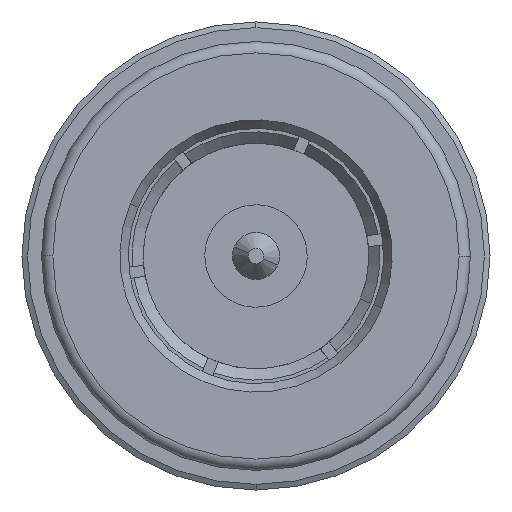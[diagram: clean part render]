
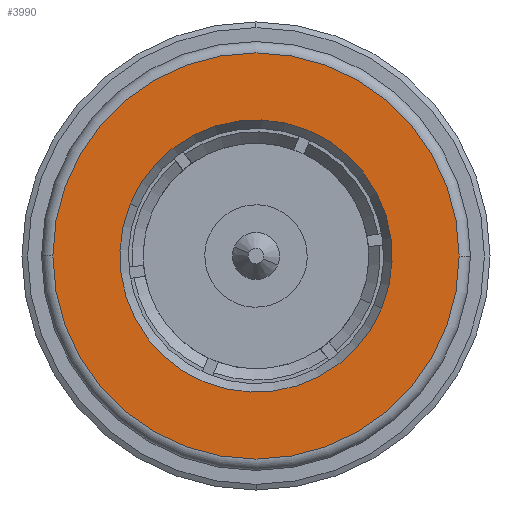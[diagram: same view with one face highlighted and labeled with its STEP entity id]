
A CAD part, left-side view. The second image highlights one B-rep face of the part: STEP entity #3990.
In plain terms, the highlighted planar face has unit normal (-1, 0, 0).
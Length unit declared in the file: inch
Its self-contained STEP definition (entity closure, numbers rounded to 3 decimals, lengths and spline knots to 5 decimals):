
#196 = CARTESIAN_POINT ( 'NONE',  ( 0., -0.1794, 0. ) ) ;
#579 = AXIS2_PLACEMENT_3D ( 'NONE', #1668, #3135, #2395 ) ;
#626 = DIRECTION ( 'NONE',  ( -1., 0., 0. ) ) ;
#652 = DIRECTION ( 'NONE',  ( 0., -1., 0. ) ) ;
#824 = EDGE_CURVE ( 'NONE', #3549, #866, #3068, .T. ) ;
#866 = VERTEX_POINT ( 'NONE', #2446 ) ;
#1152 = CIRCLE ( 'NONE', #4015, 0.1794 ) ;
#1353 = DIRECTION ( 'NONE',  ( -1., 0., 0. ) ) ;
#1437 = VERTEX_POINT ( 'NONE', #196 ) ;
#1456 = EDGE_LOOP ( 'NONE', ( #4851, #3472 ) ) ;
#1576 = CIRCLE ( 'NONE', #579, 0.12028 ) ;
#1634 = DIRECTION ( 'NONE',  ( 0., -1., 0. ) ) ;
#1668 = CARTESIAN_POINT ( 'NONE',  ( 0., 0., 0. ) ) ;
#1669 = DIRECTION ( 'NONE',  ( 0., 0.924, 0.382 ) ) ;
#1916 = EDGE_CURVE ( 'NONE', #866, #3549, #1576, .T. ) ;
#2026 = CARTESIAN_POINT ( 'NONE',  ( 0., 0.1794, 0. ) ) ;
#2075 = CARTESIAN_POINT ( 'NONE',  ( 0., 0.11116, 0.04593 ) ) ;
#2100 = PLANE ( 'NONE',  #3277 ) ;
#2395 = DIRECTION ( 'NONE',  ( 0., 0.924, 0.382 ) ) ;
#2446 = CARTESIAN_POINT ( 'NONE',  ( 0., -0.11116, -0.04593 ) ) ;
#2450 = CIRCLE ( 'NONE', #2484, 0.1794 ) ;
#2484 = AXIS2_PLACEMENT_3D ( 'NONE', #4322, #3166, #1634 ) ;
#2705 = ORIENTED_EDGE ( 'NONE', *, *, #3202, .T. ) ;
#3068 = CIRCLE ( 'NONE', #4209, 0.12028 ) ;
#3073 = EDGE_CURVE ( 'NONE', #3520, #1437, #2450, .T. ) ;
#3135 = DIRECTION ( 'NONE',  ( 1., 0., 0. ) ) ;
#3166 = DIRECTION ( 'NONE',  ( -1., 0., 0. ) ) ;
#3193 = DIRECTION ( 'NONE',  ( 0., -1., 0. ) ) ;
#3202 = EDGE_CURVE ( 'NONE', #1437, #3520, #1152, .T. ) ;
#3277 = AXIS2_PLACEMENT_3D ( 'NONE', #4707, #626, #3193 ) ;
#3472 = ORIENTED_EDGE ( 'NONE', *, *, #824, .T. ) ;
#3515 = ORIENTED_EDGE ( 'NONE', *, *, #3073, .T. ) ;
#3520 = VERTEX_POINT ( 'NONE', #2026 ) ;
#3549 = VERTEX_POINT ( 'NONE', #2075 ) ;
#3610 = DIRECTION ( 'NONE',  ( 1., 0., 0. ) ) ;
#3639 = CARTESIAN_POINT ( 'NONE',  ( 0., 0., 0. ) ) ;
#3949 = CARTESIAN_POINT ( 'NONE',  ( 0., 0., 0. ) ) ;
#3972 = EDGE_LOOP ( 'NONE', ( #2705, #3515 ) ) ;
#3990 = ADVANCED_FACE ( 'NONE', ( #4332, #4162 ), #2100, .T. ) ;
#4015 = AXIS2_PLACEMENT_3D ( 'NONE', #3639, #1353, #652 ) ;
#4162 = FACE_BOUND ( 'NONE', #1456, .T. ) ;
#4209 = AXIS2_PLACEMENT_3D ( 'NONE', #3949, #3610, #1669 ) ;
#4322 = CARTESIAN_POINT ( 'NONE',  ( 0., 0., 0. ) ) ;
#4332 = FACE_OUTER_BOUND ( 'NONE', #3972, .T. ) ;
#4707 = CARTESIAN_POINT ( 'NONE',  ( 0., 0., 0. ) ) ;
#4851 = ORIENTED_EDGE ( 'NONE', *, *, #1916, .T. ) ;
